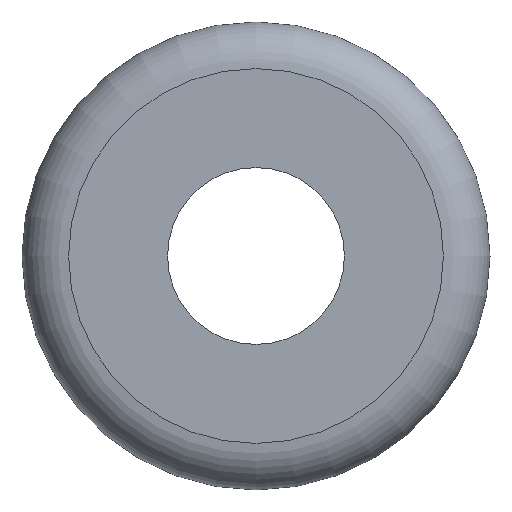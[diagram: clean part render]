
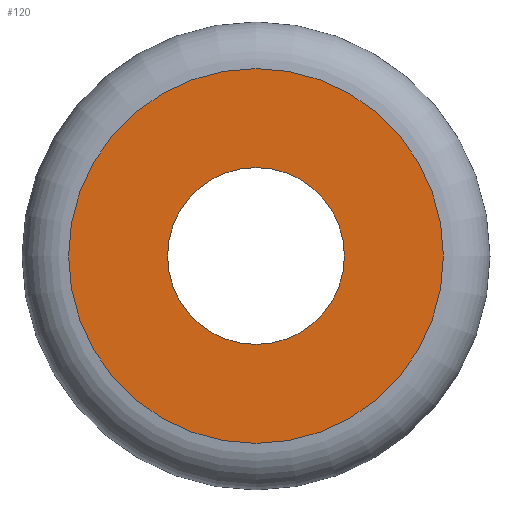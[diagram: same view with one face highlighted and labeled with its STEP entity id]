
A CAD part, front view. The second image highlights one B-rep face of the part: STEP entity #120.
In plain terms, the highlighted planar face has unit normal (0, -1, 0).
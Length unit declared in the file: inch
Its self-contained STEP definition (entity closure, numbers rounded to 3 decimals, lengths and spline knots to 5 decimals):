
#26=FACE_BOUND('',#52,.T.);
#36=FACE_OUTER_BOUND('',#51,.T.);
#51=EDGE_LOOP('',(#101));
#52=EDGE_LOOP('',(#102));
#66=CIRCLE('',#137,0.20119);
#67=CIRCLE('',#139,0.09494);
#76=VERTEX_POINT('',#205);
#77=VERTEX_POINT('',#208);
#86=EDGE_CURVE('',#76,#76,#66,.T.);
#87=EDGE_CURVE('',#77,#77,#67,.T.);
#101=ORIENTED_EDGE('',*,*,#86,.T.);
#102=ORIENTED_EDGE('',*,*,#87,.F.);
#113=PLANE('',#138);
#120=ADVANCED_FACE('',(#36,#26),#113,.T.);
#137=AXIS2_PLACEMENT_3D('',#206,#169,#170);
#138=AXIS2_PLACEMENT_3D('',#207,#171,#172);
#139=AXIS2_PLACEMENT_3D('',#209,#173,#174);
#169=DIRECTION('center_axis',(0.,-1.,0.));
#170=DIRECTION('ref_axis',(0.,0.,1.));
#171=DIRECTION('center_axis',(0.,-1.,0.));
#172=DIRECTION('ref_axis',(0.,0.,-1.));
#173=DIRECTION('center_axis',(0.,-1.,0.));
#174=DIRECTION('ref_axis',(0.,0.,1.));
#205=CARTESIAN_POINT('',(0.03907,-1.375,0.48244));
#206=CARTESIAN_POINT('Origin',(0.03907,-1.375,0.28125));
#207=CARTESIAN_POINT('Origin',(0.03907,-1.375,0.42932));
#208=CARTESIAN_POINT('',(0.03907,-1.375,0.37619));
#209=CARTESIAN_POINT('Origin',(0.03907,-1.375,0.28125));
